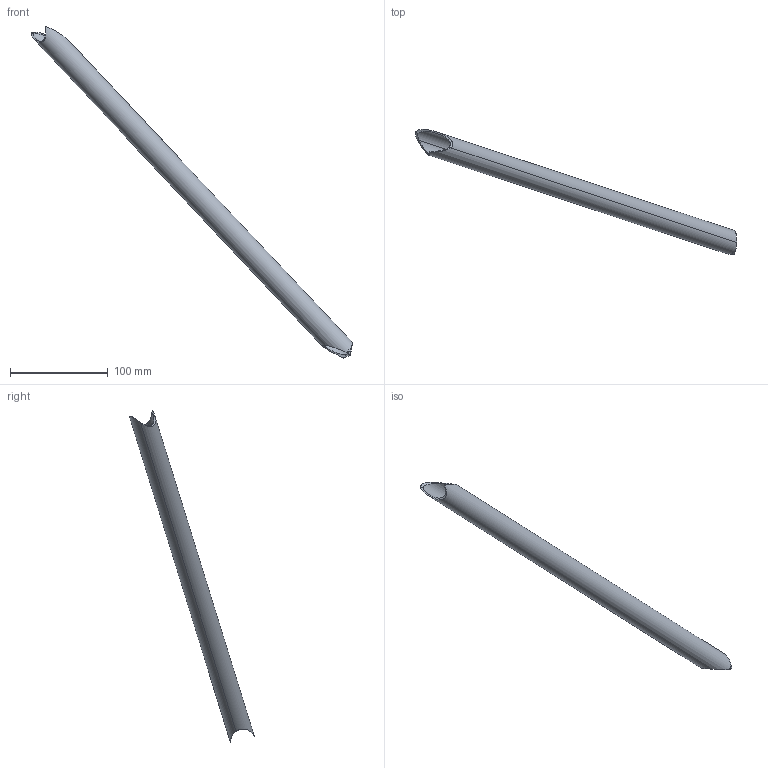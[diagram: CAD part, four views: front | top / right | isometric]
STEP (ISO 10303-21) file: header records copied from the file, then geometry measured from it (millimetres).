
FILE_DESCRIPTION(('STEP AP214'),'1');
FILE_NAME('12.stp','2018-02-08T14:51:05',(' '),(' '),'Spatial InterOp 3D',' ',' ');
FILE_SCHEMA(('automotive_design'));
Length unit declared in the file: metre
Products named in the file (1): Corps1
Bounding box: 328.21 x 127.51 x 339.14 mm (x, y, z)
Volume: 49561.6 mm3; surface area: 66529.8 mm2
Topology: 1 solids, 1 shells, 15 faces, 51 edges, 36 vertices
Faces by surface type: cylinder 15
Entity records: 1204 total; most frequent: CARTESIAN_POINT 647, ORIENTED_EDGE 102, DIRECTION 68, EDGE_CURVE 51, VERTEX_POINT 36, AXIS2_PLACEMENT_3D 28, B_SPLINE_CURVE_WITH_KNOTS 27, STYLED_ITEM 16
